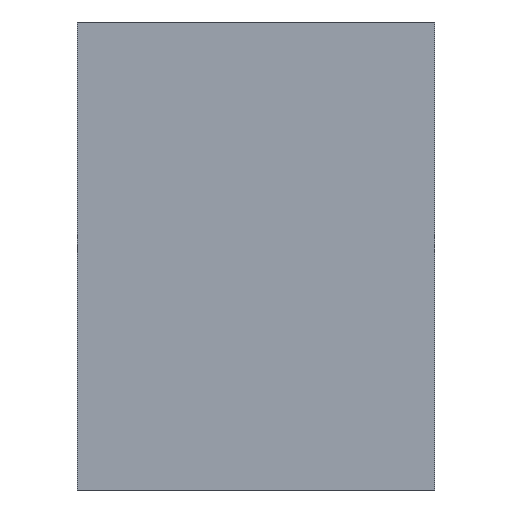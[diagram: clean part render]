
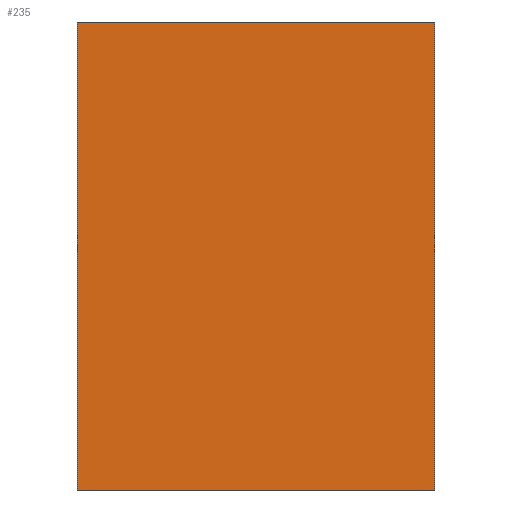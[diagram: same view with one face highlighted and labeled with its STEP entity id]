
A CAD part, left-side view. The second image highlights one B-rep face of the part: STEP entity #235.
In plain terms, the highlighted planar face has unit normal (-1, 0, 0).
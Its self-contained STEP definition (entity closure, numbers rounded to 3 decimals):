
#4 = EDGE_LOOP ( 'NONE', ( #36, #204, #113, #100 ) ) ;
#6 = VERTEX_POINT ( 'NONE', #8 ) ;
#8 = CARTESIAN_POINT ( 'NONE',  ( 0., 0., 17. ) ) ;
#9 = CARTESIAN_POINT ( 'NONE',  ( 0., 26., -17. ) ) ;
#13 = FACE_OUTER_BOUND ( 'NONE', #4, .T. ) ;
#14 = CARTESIAN_POINT ( 'NONE',  ( 0., 0., -17. ) ) ;
#23 = AXIS2_PLACEMENT_3D ( 'NONE', #217, #234, #216 ) ;
#25 = LINE ( 'NONE', #140, #120 ) ;
#35 = VERTEX_POINT ( 'NONE', #9 ) ;
#36 = ORIENTED_EDGE ( 'NONE', *, *, #85, .F. ) ;
#40 = DIRECTION ( 'NONE',  ( 0., 0., 1. ) ) ;
#44 = CARTESIAN_POINT ( 'NONE',  ( 0., 26., -17. ) ) ;
#47 = VECTOR ( 'NONE', #123, 1000. ) ;
#63 = VERTEX_POINT ( 'NONE', #86 ) ;
#69 = LINE ( 'NONE', #44, #184 ) ;
#73 = DIRECTION ( 'NONE',  ( 0., 1., 0. ) ) ;
#85 = EDGE_CURVE ( 'NONE', #35, #159, #69, .T. ) ;
#86 = CARTESIAN_POINT ( 'NONE',  ( 0., 0., -17. ) ) ;
#88 = EDGE_CURVE ( 'NONE', #6, #159, #179, .T. ) ;
#100 = ORIENTED_EDGE ( 'NONE', *, *, #88, .T. ) ;
#103 = DIRECTION ( 'NONE',  ( 0., 0., 1. ) ) ;
#113 = ORIENTED_EDGE ( 'NONE', *, *, #122, .T. ) ;
#118 = CARTESIAN_POINT ( 'NONE',  ( 0., 0., 17. ) ) ;
#120 = VECTOR ( 'NONE', #103, 1000. ) ;
#122 = EDGE_CURVE ( 'NONE', #63, #6, #25, .T. ) ;
#123 = DIRECTION ( 'NONE',  ( 0., 1., 0. ) ) ;
#140 = CARTESIAN_POINT ( 'NONE',  ( 0., 0., -17. ) ) ;
#149 = LINE ( 'NONE', #14, #168 ) ;
#159 = VERTEX_POINT ( 'NONE', #182 ) ;
#166 = PLANE ( 'NONE',  #23 ) ;
#168 = VECTOR ( 'NONE', #73, 1000. ) ;
#179 = LINE ( 'NONE', #118, #47 ) ;
#182 = CARTESIAN_POINT ( 'NONE',  ( 0., 26., 17. ) ) ;
#183 = EDGE_CURVE ( 'NONE', #63, #35, #149, .T. ) ;
#184 = VECTOR ( 'NONE', #40, 1000. ) ;
#204 = ORIENTED_EDGE ( 'NONE', *, *, #183, .F. ) ;
#216 = DIRECTION ( 'NONE',  ( 0., 0., 1. ) ) ;
#217 = CARTESIAN_POINT ( 'NONE',  ( 0., 0., -17. ) ) ;
#234 = DIRECTION ( 'NONE',  ( -1., 0., 0. ) ) ;
#235 = ADVANCED_FACE ( 'NONE', ( #13 ), #166, .T. ) ;
